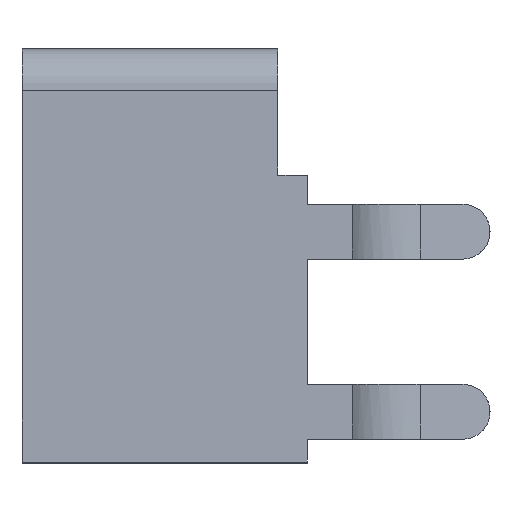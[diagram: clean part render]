
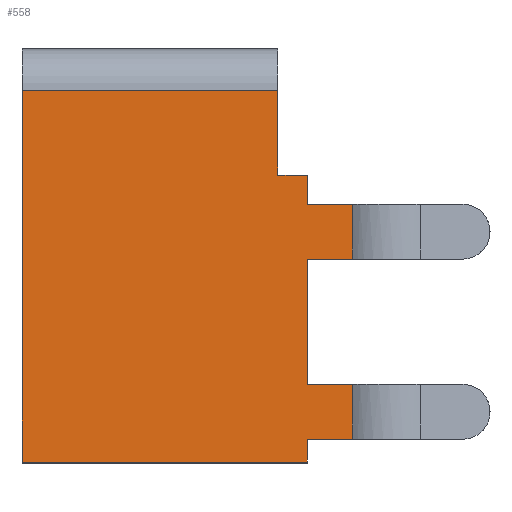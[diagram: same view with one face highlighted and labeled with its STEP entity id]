
A CAD part, left-side view. The second image highlights one B-rep face of the part: STEP entity #558.
In plain terms, the highlighted planar face has unit normal (-0.999, 0, 0.034).
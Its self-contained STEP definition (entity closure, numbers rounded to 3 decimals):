
#533 = VERTEX_POINT('',#534);
#534 = CARTESIAN_POINT('',(-4.521,0.,-11.481));
#540 = EDGE_CURVE('',#541,#533,#543,.T.);
#541 = VERTEX_POINT('',#542);
#542 = CARTESIAN_POINT('',(-4.521,7.925,-11.481));
#543 = LINE('',#544,#545);
#544 = CARTESIAN_POINT('',(-4.521,7.925,-11.481));
#545 = VECTOR('',#546,1.);
#546 = DIRECTION('',(-0.,-1.,-0.));
#558 = ADVANCED_FACE('',(#559),#664,.T.);
#559 = FACE_BOUND('',#560,.T.);
#560 = EDGE_LOOP('',(#561,#562,#570,#578,#586,#594,#602,#610,#618,#626,
    #634,#642,#650,#658));
#561 = ORIENTED_EDGE('',*,*,#540,.T.);
#562 = ORIENTED_EDGE('',*,*,#563,.T.);
#563 = EDGE_CURVE('',#533,#564,#566,.T.);
#564 = VERTEX_POINT('',#565);
#565 = CARTESIAN_POINT('',(-4.499,0.,-10.846));
#566 = LINE('',#567,#568);
#567 = CARTESIAN_POINT('',(-4.166,0.,-1.153));
#568 = VECTOR('',#569,1.);
#569 = DIRECTION('',(0.034,0.,0.999));
#570 = ORIENTED_EDGE('',*,*,#571,.T.);
#571 = EDGE_CURVE('',#564,#572,#574,.T.);
#572 = VERTEX_POINT('',#573);
#573 = CARTESIAN_POINT('',(-4.499,-1.254,-10.846));
#574 = LINE('',#575,#576);
#575 = CARTESIAN_POINT('',(-4.499,7.925,-10.846));
#576 = VECTOR('',#577,1.);
#577 = DIRECTION('',(0.,-1.,0.));
#578 = ORIENTED_EDGE('',*,*,#579,.T.);
#579 = EDGE_CURVE('',#572,#580,#582,.T.);
#580 = VERTEX_POINT('',#581);
#581 = CARTESIAN_POINT('',(-4.447,-1.254,-9.322));
#582 = LINE('',#583,#584);
#583 = CARTESIAN_POINT('',(-4.166,-1.254,-1.153));
#584 = VECTOR('',#585,1.);
#585 = DIRECTION('',(0.034,0.,
    0.999));
#586 = ORIENTED_EDGE('',*,*,#587,.T.);
#587 = EDGE_CURVE('',#580,#588,#590,.T.);
#588 = VERTEX_POINT('',#589);
#589 = CARTESIAN_POINT('',(-4.447,0.,-9.322));
#590 = LINE('',#591,#592);
#591 = CARTESIAN_POINT('',(-4.447,7.925,-9.322));
#592 = VECTOR('',#593,1.);
#593 = DIRECTION('',(0.,1.,-0.));
#594 = ORIENTED_EDGE('',*,*,#595,.T.);
#595 = EDGE_CURVE('',#588,#596,#598,.T.);
#596 = VERTEX_POINT('',#597);
#597 = CARTESIAN_POINT('',(-4.327,0.,-5.842));
#598 = LINE('',#599,#600);
#599 = CARTESIAN_POINT('',(-4.166,0.,-1.153));
#600 = VECTOR('',#601,1.);
#601 = DIRECTION('',(0.034,0.,0.999));
#602 = ORIENTED_EDGE('',*,*,#603,.T.);
#603 = EDGE_CURVE('',#596,#604,#606,.T.);
#604 = VERTEX_POINT('',#605);
#605 = CARTESIAN_POINT('',(-4.327,-1.254,-5.842));
#606 = LINE('',#607,#608);
#607 = CARTESIAN_POINT('',(-4.327,7.925,-5.842));
#608 = VECTOR('',#609,1.);
#609 = DIRECTION('',(0.,-1.,0.));
#610 = ORIENTED_EDGE('',*,*,#611,.T.);
#611 = EDGE_CURVE('',#604,#612,#614,.T.);
#612 = VERTEX_POINT('',#613);
#613 = CARTESIAN_POINT('',(-4.275,-1.254,-4.318));
#614 = LINE('',#615,#616);
#615 = CARTESIAN_POINT('',(-4.166,-1.254,-1.153));
#616 = VECTOR('',#617,1.);
#617 = DIRECTION('',(0.034,0.,
    0.999));
#618 = ORIENTED_EDGE('',*,*,#619,.T.);
#619 = EDGE_CURVE('',#612,#620,#622,.T.);
#620 = VERTEX_POINT('',#621);
#621 = CARTESIAN_POINT('',(-4.275,0.,-4.318));
#622 = LINE('',#623,#624);
#623 = CARTESIAN_POINT('',(-4.275,7.925,-4.318));
#624 = VECTOR('',#625,1.);
#625 = DIRECTION('',(0.,1.,0.));
#626 = ORIENTED_EDGE('',*,*,#627,.T.);
#627 = EDGE_CURVE('',#620,#628,#630,.T.);
#628 = VERTEX_POINT('',#629);
#629 = CARTESIAN_POINT('',(-4.247,0.,-3.505));
#630 = LINE('',#631,#632);
#631 = CARTESIAN_POINT('',(-4.166,0.,-1.153));
#632 = VECTOR('',#633,1.);
#633 = DIRECTION('',(0.034,0.,0.999));
#634 = ORIENTED_EDGE('',*,*,#635,.T.);
#635 = EDGE_CURVE('',#628,#636,#638,.T.);
#636 = VERTEX_POINT('',#637);
#637 = CARTESIAN_POINT('',(-4.247,0.813,-3.505));
#638 = LINE('',#639,#640);
#639 = CARTESIAN_POINT('',(-4.247,7.925,-3.505));
#640 = VECTOR('',#641,1.);
#641 = DIRECTION('',(0.,1.,-0.));
#642 = ORIENTED_EDGE('',*,*,#643,.T.);
#643 = EDGE_CURVE('',#636,#644,#646,.T.);
#644 = VERTEX_POINT('',#645);
#645 = CARTESIAN_POINT('',(-4.166,0.813,-1.153));
#646 = LINE('',#647,#648);
#647 = CARTESIAN_POINT('',(-4.166,0.813,-1.153));
#648 = VECTOR('',#649,1.);
#649 = DIRECTION('',(0.034,0.,0.999));
#650 = ORIENTED_EDGE('',*,*,#651,.F.);
#651 = EDGE_CURVE('',#652,#644,#654,.T.);
#652 = VERTEX_POINT('',#653);
#653 = CARTESIAN_POINT('',(-4.166,7.925,-1.153));
#654 = LINE('',#655,#656);
#655 = CARTESIAN_POINT('',(-4.166,7.925,-1.153));
#656 = VECTOR('',#657,1.);
#657 = DIRECTION('',(-0.,-1.,-0.));
#658 = ORIENTED_EDGE('',*,*,#659,.T.);
#659 = EDGE_CURVE('',#652,#541,#660,.T.);
#660 = LINE('',#661,#662);
#661 = CARTESIAN_POINT('',(-4.166,7.925,-1.153));
#662 = VECTOR('',#663,1.);
#663 = DIRECTION('',(-0.034,0.,-0.999));
#664 = PLANE('',#665);
#665 = AXIS2_PLACEMENT_3D('',#666,#667,#668);
#666 = CARTESIAN_POINT('',(-4.166,7.925,-1.153));
#667 = DIRECTION('',(-0.999,0.,0.034));
#668 = DIRECTION('',(0.034,0.,0.999));
